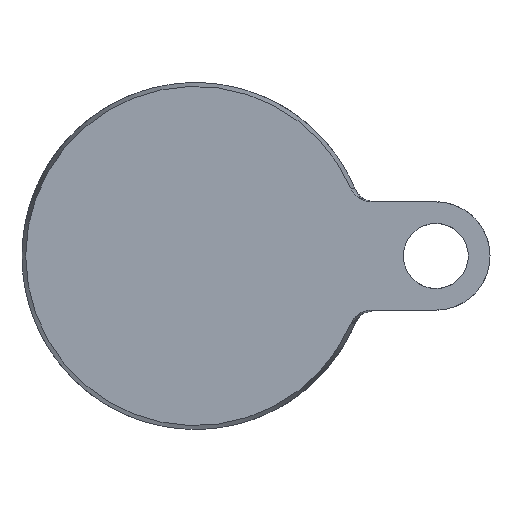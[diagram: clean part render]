
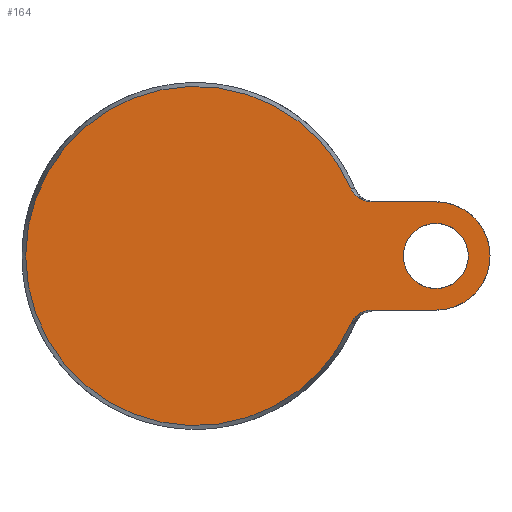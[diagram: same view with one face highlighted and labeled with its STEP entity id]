
A CAD part, front view. The second image highlights one B-rep face of the part: STEP entity #164.
In plain terms, the highlighted planar face has unit normal (0, -1, 0).
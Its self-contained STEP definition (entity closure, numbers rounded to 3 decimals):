
#20 = AXIS2_PLACEMENT_3D ( 'NONE', #154, #1033, #485 ) ;
#22 = CIRCLE ( 'NONE', #393, 39.143 ) ;
#43 = LINE ( 'NONE', #563, #1029 ) ;
#48 = CARTESIAN_POINT ( 'NONE',  ( 40.579, 0., -12.5 ) ) ;
#50 = EDGE_CURVE ( 'NONE', #367, #367, #774, .T. ) ;
#83 = CARTESIAN_POINT ( 'NONE',  ( 35.928, 0., -15.535 ) ) ;
#101 = CARTESIAN_POINT ( 'NONE',  ( 38.008, 0., 13.187 ) ) ;
#109 = LINE ( 'NONE', #701, #516 ) ;
#111 = AXIS2_PLACEMENT_3D ( 'NONE', #396, #225, #829 ) ;
#134 = CARTESIAN_POINT ( 'NONE',  ( 38.218, 0., -13.072 ) ) ;
#135 = VERTEX_POINT ( 'NONE', #83 ) ;
#138 = DIRECTION ( 'NONE',  ( 0., 0., -1. ) ) ;
#154 = CARTESIAN_POINT ( 'NONE',  ( -39.143, 0., 0. ) ) ;
#164 = ADVANCED_FACE ( 'NONE', ( #1108, #235 ), #763, .F. ) ;
#167 = CARTESIAN_POINT ( 'NONE',  ( 36.124, 0., 15.081 ) ) ;
#203 = VERTEX_POINT ( 'NONE', #251 ) ;
#212 = CARTESIAN_POINT ( 'NONE',  ( 37.591, 0., -13.458 ) ) ;
#224 = CARTESIAN_POINT ( 'NONE',  ( 35.928, 0., -15.535 ) ) ;
#225 = DIRECTION ( 'NONE',  ( 0., 1., 0. ) ) ;
#230 = CIRCLE ( 'NONE', #770, 12.5 ) ;
#235 = FACE_BOUND ( 'NONE', #288, .T. ) ;
#244 = CARTESIAN_POINT ( 'NONE',  ( 37.032, 0., 13.927 ) ) ;
#251 = CARTESIAN_POINT ( 'NONE',  ( 55.5, 0., -12.5 ) ) ;
#256 = VERTEX_POINT ( 'NONE', #884 ) ;
#267 = CARTESIAN_POINT ( 'NONE',  ( 36.861, 0., 14.101 ) ) ;
#278 = EDGE_CURVE ( 'NONE', #203, #758, #109, .T. ) ;
#288 = EDGE_LOOP ( 'NONE', ( #892 ) ) ;
#292 = CARTESIAN_POINT ( 'NONE',  ( 37.397, 0., -13.606 ) ) ;
#314 = DIRECTION ( 'NONE',  ( 0., 1., 0. ) ) ;
#318 = DIRECTION ( 'NONE',  ( 0., 0., -1. ) ) ;
#332 = CARTESIAN_POINT ( 'NONE',  ( 39.603, 0., 12.57 ) ) ;
#355 = DIRECTION ( 'NONE',  ( -1., 0., 0. ) ) ;
#367 = VERTEX_POINT ( 'NONE', #988 ) ;
#389 = DIRECTION ( 'NONE',  ( 1., 0., 0. ) ) ;
#393 = AXIS2_PLACEMENT_3D ( 'NONE', #499, #1100, #318 ) ;
#396 = CARTESIAN_POINT ( 'NONE',  ( 55.5, 0., 0. ) ) ;
#413 = EDGE_CURVE ( 'NONE', #971, #525, #43, .T. ) ;
#419 = CARTESIAN_POINT ( 'NONE',  ( 40.579, 0., 12.5 ) ) ;
#430 = CARTESIAN_POINT ( 'NONE',  ( 37.4, 0., 13.603 ) ) ;
#432 = ORIENTED_EDGE ( 'NONE', *, *, #1055, .T. ) ;
#434 = EDGE_LOOP ( 'NONE', ( #698, #432, #1017, #685, #723, #895 ) ) ;
#466 = CARTESIAN_POINT ( 'NONE',  ( 37.031, 0., -13.929 ) ) ;
#483 = EDGE_CURVE ( 'NONE', #135, #758, #844, .T. ) ;
#485 = DIRECTION ( 'NONE',  ( 0., 0., 1. ) ) ;
#499 = CARTESIAN_POINT ( 'NONE',  ( 0., 0., 0. ) ) ;
#516 = VECTOR ( 'NONE', #355, 1000. ) ;
#522 = CARTESIAN_POINT ( 'NONE',  ( 38.897, 0., 12.778 ) ) ;
#525 = VERTEX_POINT ( 'NONE', #933 ) ;
#563 = CARTESIAN_POINT ( 'NONE',  ( 15., 0., 12.5 ) ) ;
#614 = EDGE_CURVE ( 'NONE', #256, #135, #22, .T. ) ;
#636 = CARTESIAN_POINT ( 'NONE',  ( 38., 0., -13.192 ) ) ;
#644 = CARTESIAN_POINT ( 'NONE',  ( 36.124, 0., -15.081 ) ) ;
#675 = CARTESIAN_POINT ( 'NONE',  ( 35.928, 0., 15.535 ) ) ;
#682 = CARTESIAN_POINT ( 'NONE',  ( 40.579, 0., 12.5 ) ) ;
#685 = ORIENTED_EDGE ( 'NONE', *, *, #483, .T. ) ;
#698 = ORIENTED_EDGE ( 'NONE', *, *, #413, .F. ) ;
#701 = CARTESIAN_POINT ( 'NONE',  ( 15., 0., -12.5 ) ) ;
#723 = ORIENTED_EDGE ( 'NONE', *, *, #278, .F. ) ;
#743 = CARTESIAN_POINT ( 'NONE',  ( 38.891, 0., -12.781 ) ) ;
#758 = VERTEX_POINT ( 'NONE', #1073 ) ;
#763 = PLANE ( 'NONE',  #20 ) ;
#769 = CARTESIAN_POINT ( 'NONE',  ( 40.085, 0., 12.5 ) ) ;
#770 = AXIS2_PLACEMENT_3D ( 'NONE', #928, #314, #138 ) ;
#773 = B_SPLINE_CURVE_WITH_KNOTS ( 'NONE', 3,
 ( #682, #769, #332, #522, #776, #874, #101, #1047, #430, #244, #267, #1040, #167, #675 ),
 .UNSPECIFIED., .F., .F.,
 ( 4, 2, 2, 2, 2, 2, 4 ),
 ( 0., 0.001, 0.002, 0.003, 0.004, 0.004, 0.006 ),
 .UNSPECIFIED. ) ;
#774 = CIRCLE ( 'NONE', #111, 7.5 ) ;
#776 = CARTESIAN_POINT ( 'NONE',  ( 38.665, 0., 12.866 ) ) ;
#823 = CARTESIAN_POINT ( 'NONE',  ( 40.085, 0., -12.5 ) ) ;
#829 = DIRECTION ( 'NONE',  ( 0., 0., 1. ) ) ;
#844 = B_SPLINE_CURVE_WITH_KNOTS ( 'NONE', 3,
 ( #224, #644, #1068, #1074, #466, #292, #212, #636, #134, #905, #743, #990, #823, #48 ),
 .UNSPECIFIED., .F., .F.,
 ( 4, 2, 2, 2, 2, 2, 4 ),
 ( 0., 0.001, 0.002, 0.003, 0.004, 0.004, 0.006 ),
 .UNSPECIFIED. ) ;
#874 = CARTESIAN_POINT ( 'NONE',  ( 38.221, 0., 13.07 ) ) ;
#884 = CARTESIAN_POINT ( 'NONE',  ( 35.928, 0., 15.535 ) ) ;
#892 = ORIENTED_EDGE ( 'NONE', *, *, #50, .T. ) ;
#895 = ORIENTED_EDGE ( 'NONE', *, *, #903, .F. ) ;
#903 = EDGE_CURVE ( 'NONE', #525, #203, #230, .T. ) ;
#905 = CARTESIAN_POINT ( 'NONE',  ( 38.663, 0., -12.866 ) ) ;
#928 = CARTESIAN_POINT ( 'NONE',  ( 55.5, 0., 0. ) ) ;
#933 = CARTESIAN_POINT ( 'NONE',  ( 55.5, 0., 12.5 ) ) ;
#971 = VERTEX_POINT ( 'NONE', #419 ) ;
#988 = CARTESIAN_POINT ( 'NONE',  ( 55.5, 0., 7.5 ) ) ;
#990 = CARTESIAN_POINT ( 'NONE',  ( 39.592, 0., -12.572 ) ) ;
#1017 = ORIENTED_EDGE ( 'NONE', *, *, #614, .T. ) ;
#1029 = VECTOR ( 'NONE', #389, 1000. ) ;
#1033 = DIRECTION ( 'NONE',  ( 0., 1., 0. ) ) ;
#1040 = CARTESIAN_POINT ( 'NONE',  ( 36.388, 0., 14.659 ) ) ;
#1047 = CARTESIAN_POINT ( 'NONE',  ( 37.598, 0., 13.453 ) ) ;
#1055 = EDGE_CURVE ( 'NONE', #971, #256, #773, .T. ) ;
#1068 = CARTESIAN_POINT ( 'NONE',  ( 36.381, 0., -14.668 ) ) ;
#1073 = CARTESIAN_POINT ( 'NONE',  ( 40.579, 0., -12.5 ) ) ;
#1074 = CARTESIAN_POINT ( 'NONE',  ( 36.857, 0., -14.106 ) ) ;
#1100 = DIRECTION ( 'NONE',  ( 0., -1., 0. ) ) ;
#1108 = FACE_OUTER_BOUND ( 'NONE', #434, .T. ) ;
